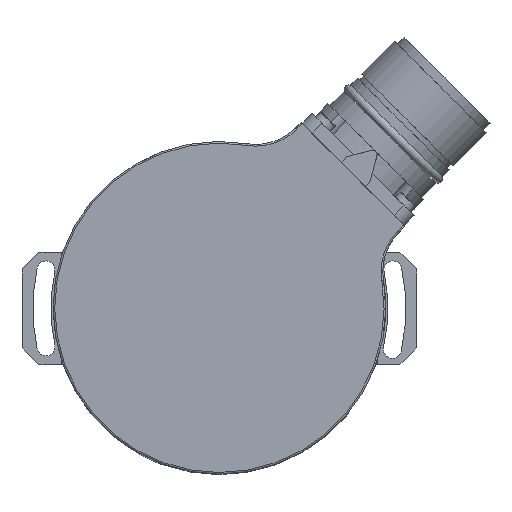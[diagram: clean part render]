
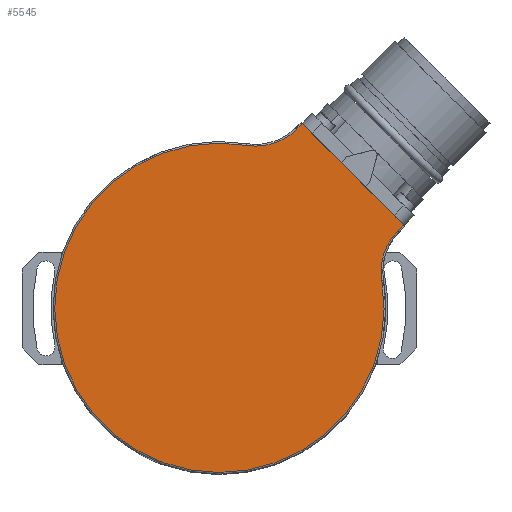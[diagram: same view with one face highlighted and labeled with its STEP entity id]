
A CAD part, top view. The second image highlights one B-rep face of the part: STEP entity #5545.
In plain terms, the highlighted planar face has unit normal (0, 0, 1).
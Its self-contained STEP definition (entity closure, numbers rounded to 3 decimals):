
#454=LINE('',#9586,#907);
#455=LINE('',#9588,#908);
#456=LINE('',#9590,#909);
#907=VECTOR('',#7380,10.);
#908=VECTOR('',#7381,10.);
#909=VECTOR('',#7382,10.);
#1390=PLANE('',#6072);
#1749=FACE_OUTER_BOUND('',#2077,.T.);
#2077=EDGE_LOOP('',(#4856,#4857,#4858,#4859,#4860,#4861));
#2370=CIRCLE('',#6073,10.3);
#2371=CIRCLE('',#6074,29.2);
#2372=CIRCLE('',#6075,10.267);
#2904=VERTEX_POINT('',#9584);
#2905=VERTEX_POINT('',#9585);
#2906=VERTEX_POINT('',#9587);
#2907=VERTEX_POINT('',#9589);
#2908=VERTEX_POINT('',#9591);
#2909=VERTEX_POINT('',#9593);
#3661=EDGE_CURVE('',#2904,#2905,#454,.T.);
#3662=EDGE_CURVE('',#2906,#2904,#455,.T.);
#3663=EDGE_CURVE('',#2907,#2906,#456,.T.);
#3664=EDGE_CURVE('',#2908,#2907,#2370,.T.);
#3665=EDGE_CURVE('',#2909,#2908,#2371,.T.);
#3666=EDGE_CURVE('',#2905,#2909,#2372,.T.);
#4856=ORIENTED_EDGE('',*,*,#3661,.F.);
#4857=ORIENTED_EDGE('',*,*,#3662,.F.);
#4858=ORIENTED_EDGE('',*,*,#3663,.F.);
#4859=ORIENTED_EDGE('',*,*,#3664,.F.);
#4860=ORIENTED_EDGE('',*,*,#3665,.F.);
#4861=ORIENTED_EDGE('',*,*,#3666,.F.);
#5545=ADVANCED_FACE('',(#1749),#1390,.F.);
#6072=AXIS2_PLACEMENT_3D('',#9583,#7378,#7379);
#6073=AXIS2_PLACEMENT_3D('',#9592,#7383,#7384);
#6074=AXIS2_PLACEMENT_3D('',#9594,#7385,#7386);
#6075=AXIS2_PLACEMENT_3D('',#9595,#7387,#7388);
#7378=DIRECTION('center_axis',(0.,0.,
-1.));
#7379=DIRECTION('ref_axis',(0.707,-0.707,0.));
#7380=DIRECTION('',(-0.707,-0.707,0.));
#7381=DIRECTION('',(0.707,-0.707,0.));
#7382=DIRECTION('',(0.707,0.707,0.));
#7383=DIRECTION('center_axis',(0.,0.,
1.));
#7384=DIRECTION('ref_axis',(0.306,-0.952,0.));
#7385=DIRECTION('center_axis',(0.,0.,
-1.));
#7386=DIRECTION('ref_axis',(-0.707,-0.707,0.));
#7387=DIRECTION('center_axis',(0.,0.,
1.));
#7388=DIRECTION('ref_axis',(-0.952,0.306,0.));
#9583=CARTESIAN_POINT('Origin',(-0.977,-2.255,38.25));
#9584=CARTESIAN_POINT('',(28.412,9.172,38.25));
#9585=CARTESIAN_POINT('',(27.419,8.179,38.25));
#9586=CARTESIAN_POINT('',(17.712,-1.528,38.25));
#9587=CARTESIAN_POINT('',(10.451,27.132,38.25));
#9588=CARTESIAN_POINT('',(10.239,27.344,38.25));
#9589=CARTESIAN_POINT('',(9.471,26.152,38.25));
#9590=CARTESIAN_POINT('',(0.247,16.928,38.25));
#9591=CARTESIAN_POINT('',(0.507,23.273,38.25));
#9592=CARTESIAN_POINT('Origin',(2.187,33.435,38.25));
#9593=CARTESIAN_POINT('',(24.55,-0.76,38.25));
#9594=CARTESIAN_POINT('Origin',(-4.257,-5.536,38.25));
#9595=CARTESIAN_POINT('Origin',(34.679,0.919,38.25));
